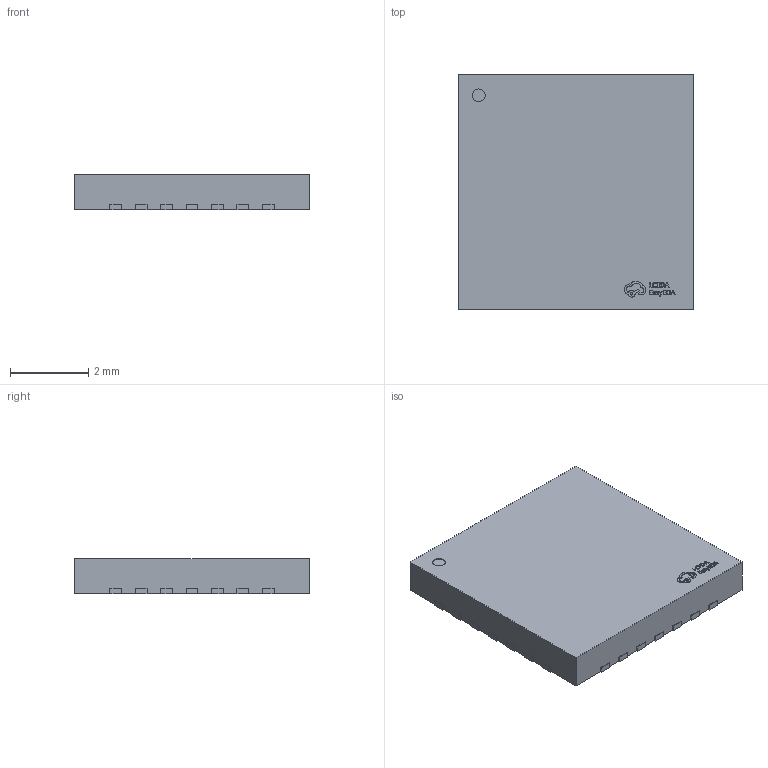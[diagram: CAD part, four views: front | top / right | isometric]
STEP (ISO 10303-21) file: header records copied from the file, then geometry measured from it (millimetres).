
FILE_DESCRIPTION (( 'STEP AP214' ), '1' );
FILE_NAME ('QFN-28_L6.0-W6.0-P0.65-BL-EP3.7.step', '2022-07-15T03:12:35', ( '' ), ( '' ), 'SwSTEP 2.0', 'SolidWorks 2020', '' );
FILE_SCHEMA (( 'AUTOMOTIVE_DESIGN' ));
Length unit declared in the file: millimetre
Products named in the file (1): QFN-28_L6.0-W6.0-P0.65-BL-EP3.7
Bounding box: 6.02 x 6.02 x 0.91 mm (x, y, z)
Volume: 32 mm3; surface area: 95.3 mm2
Topology: 1 solids, 1 shells, 473 faces, 1329 edges, 886 vertices
Faces by surface type: plane 324, bspline 112, cylinder 37
Entity records: 21546 total; most frequent: CARTESIAN_POINT 4793, ORIENTED_EDGE 2658, DIRECTION 1899, EDGE_CURVE 1329, VECTOR 1027, LINE 1027, VERTEX_POINT 886, EDGE_LOOP 501
